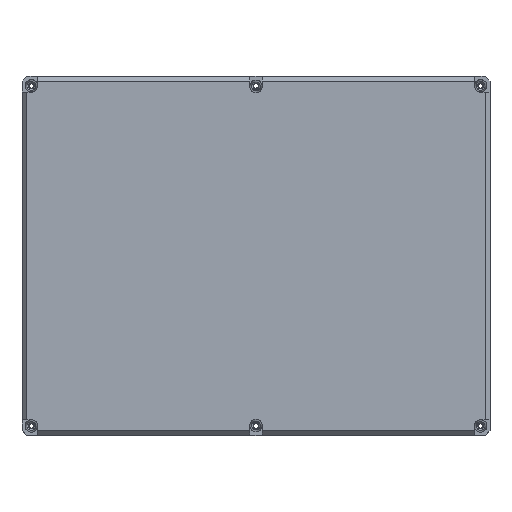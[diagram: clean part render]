
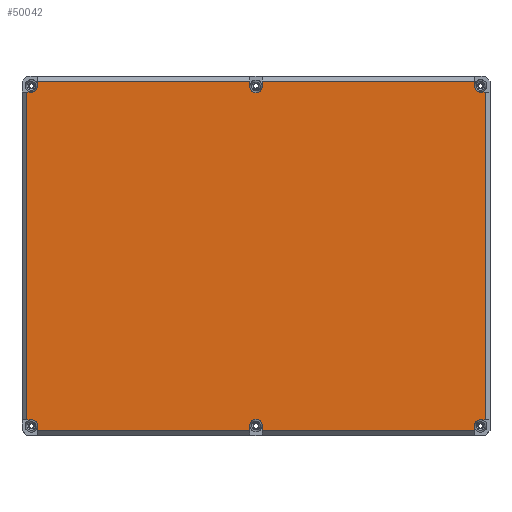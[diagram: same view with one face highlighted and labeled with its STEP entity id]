
A CAD part, top view. The second image highlights one B-rep face of the part: STEP entity #50042.
In plain terms, the highlighted planar face has unit normal (0, 0, 1).
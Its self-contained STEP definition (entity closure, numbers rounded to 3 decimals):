
#42563=DIRECTION('',(-1.,0.,0.));
#42564=VECTOR('',#42563,135.948);
#42565=CARTESIAN_POINT('',(139.974,112.,30.));
#42566=LINE('',#42565,#42564);
#42579=DIRECTION('',(-1.,0.,0.));
#42580=VECTOR('',#42579,135.948);
#42581=CARTESIAN_POINT('',(-4.026,112.,30.));
#42582=LINE('',#42581,#42580);
#42637=DIRECTION('',(0.,1.,0.));
#42638=VECTOR('',#42637,209.948);
#42639=CARTESIAN_POINT('',(147.,-104.974,30.));
#42640=LINE('',#42639,#42638);
#42733=DIRECTION('',(1.,0.,0.));
#42734=VECTOR('',#42733,135.948);
#42735=CARTESIAN_POINT('',(4.026,-112.,30.));
#42736=LINE('',#42735,#42734);
#42749=DIRECTION('',(1.,0.,0.));
#42750=VECTOR('',#42749,135.948);
#42751=CARTESIAN_POINT('',(-139.974,-112.,30.));
#42752=LINE('',#42751,#42750);
#42757=DIRECTION('',(0.,-1.,0.));
#42758=VECTOR('',#42757,3.);
#42759=CARTESIAN_POINT('',(139.974,112.,30.));
#42760=LINE('',#42759,#42758);
#42761=CARTESIAN_POINT('',(144.,109.,30.));
#42762=DIRECTION('',(0.,0.,1.));
#42763=DIRECTION('',(-1.,0.,0.));
#42764=AXIS2_PLACEMENT_3D('',#42761,#42762,#42763);
#42766=DIRECTION('',(-1.,0.,0.));
#42767=VECTOR('',#42766,3.);
#42768=CARTESIAN_POINT('',(147.,104.974,30.));
#42769=LINE('',#42768,#42767);
#42770=DIRECTION('',(-1.,0.,0.));
#42771=VECTOR('',#42770,3.);
#42772=CARTESIAN_POINT('',(147.,-104.974,30.));
#42773=LINE('',#42772,#42771);
#42774=CARTESIAN_POINT('',(144.,-109.,30.));
#42775=DIRECTION('',(0.,0.,1.));
#42776=DIRECTION('',(0.,1.,0.));
#42777=AXIS2_PLACEMENT_3D('',#42774,#42775,#42776);
#42779=DIRECTION('',(0.,1.,0.));
#42780=VECTOR('',#42779,3.);
#42781=CARTESIAN_POINT('',(139.974,-112.,30.));
#42782=LINE('',#42781,#42780);
#42783=DIRECTION('',(0.,1.,0.));
#42784=VECTOR('',#42783,3.3);
#42785=CARTESIAN_POINT('',(4.026,-112.,30.));
#42786=LINE('',#42785,#42784);
#42787=CARTESIAN_POINT('',(0.,-108.7,30.));
#42788=DIRECTION('',(0.,0.,1.));
#42789=DIRECTION('',(1.,0.,0.));
#42790=AXIS2_PLACEMENT_3D('',#42787,#42788,#42789);
#42792=DIRECTION('',(0.,1.,0.));
#42793=VECTOR('',#42792,3.3);
#42794=CARTESIAN_POINT('',(-4.026,-112.,30.));
#42795=LINE('',#42794,#42793);
#42796=DIRECTION('',(0.,1.,0.));
#42797=VECTOR('',#42796,3.);
#42798=CARTESIAN_POINT('',(-139.974,-112.,30.));
#42799=LINE('',#42798,#42797);
#42800=CARTESIAN_POINT('',(-144.,-109.,30.));
#42801=DIRECTION('',(0.,0.,1.));
#42802=DIRECTION('',(1.,0.,0.));
#42803=AXIS2_PLACEMENT_3D('',#42800,#42801,#42802);
#42805=DIRECTION('',(1.,0.,0.));
#42806=VECTOR('',#42805,3.);
#42807=CARTESIAN_POINT('',(-147.,-104.974,30.));
#42808=LINE('',#42807,#42806);
#42809=DIRECTION('',(1.,0.,0.));
#42810=VECTOR('',#42809,3.);
#42811=CARTESIAN_POINT('',(-147.,104.974,30.));
#42812=LINE('',#42811,#42810);
#42813=CARTESIAN_POINT('',(-144.,109.,30.));
#42814=DIRECTION('',(0.,0.,1.));
#42815=DIRECTION('',(0.,-1.,0.));
#42816=AXIS2_PLACEMENT_3D('',#42813,#42814,#42815);
#42818=DIRECTION('',(0.,-1.,0.));
#42819=VECTOR('',#42818,3.);
#42820=CARTESIAN_POINT('',(-139.974,112.,30.));
#42821=LINE('',#42820,#42819);
#42822=DIRECTION('',(0.,-1.,0.));
#42823=VECTOR('',#42822,3.3);
#42824=CARTESIAN_POINT('',(-4.026,112.,30.));
#42825=LINE('',#42824,#42823);
#42826=CARTESIAN_POINT('',(0.,108.7,30.));
#42827=DIRECTION('',(0.,0.,1.));
#42828=DIRECTION('',(-1.,0.,0.));
#42829=AXIS2_PLACEMENT_3D('',#42826,#42827,#42828);
#42831=DIRECTION('',(0.,-1.,0.));
#42832=VECTOR('',#42831,3.3);
#42833=CARTESIAN_POINT('',(4.026,112.,30.));
#42834=LINE('',#42833,#42832);
#42907=DIRECTION('',(0.,-1.,0.));
#42908=VECTOR('',#42907,209.948);
#42909=CARTESIAN_POINT('',(-147.,104.974,30.));
#42910=LINE('',#42909,#42908);
#44695=CARTESIAN_POINT('',(139.974,112.,30.));
#44696=CARTESIAN_POINT('',(139.974,109.,30.));
#44697=VERTEX_POINT('',#44695);
#44698=VERTEX_POINT('',#44696);
#44699=CARTESIAN_POINT('',(144.,104.974,30.));
#44700=VERTEX_POINT('',#44699);
#44701=CARTESIAN_POINT('',(147.,104.974,30.));
#44702=VERTEX_POINT('',#44701);
#44703=CARTESIAN_POINT('',(-4.026,112.,30.));
#44704=CARTESIAN_POINT('',(-4.026,108.7,30.));
#44705=VERTEX_POINT('',#44703);
#44706=VERTEX_POINT('',#44704);
#44707=CARTESIAN_POINT('',(4.026,108.7,30.));
#44708=VERTEX_POINT('',#44707);
#44709=CARTESIAN_POINT('',(4.026,112.,30.));
#44710=VERTEX_POINT('',#44709);
#44711=CARTESIAN_POINT('',(-144.,104.974,30.));
#44712=CARTESIAN_POINT('',(-139.974,109.,30.));
#44713=VERTEX_POINT('',#44711);
#44714=VERTEX_POINT('',#44712);
#44715=CARTESIAN_POINT('',(-139.974,112.,30.));
#44716=VERTEX_POINT('',#44715);
#44717=CARTESIAN_POINT('',(-147.,104.974,30.));
#44718=VERTEX_POINT('',#44717);
#44719=CARTESIAN_POINT('',(147.,-104.974,30.));
#44720=CARTESIAN_POINT('',(144.,-104.974,30.));
#44721=VERTEX_POINT('',#44719);
#44722=VERTEX_POINT('',#44720);
#44723=CARTESIAN_POINT('',(139.974,-109.,30.));
#44724=VERTEX_POINT('',#44723);
#44725=CARTESIAN_POINT('',(139.974,-112.,30.));
#44726=VERTEX_POINT('',#44725);
#44727=CARTESIAN_POINT('',(4.026,-112.,30.));
#44728=CARTESIAN_POINT('',(4.026,-108.7,30.));
#44729=VERTEX_POINT('',#44727);
#44730=VERTEX_POINT('',#44728);
#44731=CARTESIAN_POINT('',(-4.026,-108.7,30.));
#44732=VERTEX_POINT('',#44731);
#44733=CARTESIAN_POINT('',(-4.026,-112.,30.));
#44734=VERTEX_POINT('',#44733);
#44735=CARTESIAN_POINT('',(-147.,-104.974,30.));
#44736=CARTESIAN_POINT('',(-144.,-104.974,30.));
#44737=VERTEX_POINT('',#44735);
#44738=VERTEX_POINT('',#44736);
#44739=CARTESIAN_POINT('',(-139.974,-112.,30.));
#44740=CARTESIAN_POINT('',(-139.974,-109.,30.));
#44741=VERTEX_POINT('',#44739);
#44742=VERTEX_POINT('',#44740);
#49999=CARTESIAN_POINT('',(0.,0.,30.));
#50000=DIRECTION('',(0.,0.,1.));
#50001=DIRECTION('',(1.,0.,0.));
#50002=AXIS2_PLACEMENT_3D('',#49999,#50000,#50001);
#50003=PLANE('',#50002);
#50004=ORIENTED_EDGE('',*,*,#49771,.T.);
#50005=ORIENTED_EDGE('',*,*,#49789,.T.);
#50006=ORIENTED_EDGE('',*,*,#49844,.F.);
#50007=ORIENTED_EDGE('',*,*,#49860,.F.);
#50009=ORIENTED_EDGE('',*,*,#50008,.T.);
#50011=ORIENTED_EDGE('',*,*,#50010,.T.);
#50012=ORIENTED_EDGE('',*,*,#49992,.F.);
#50013=ORIENTED_EDGE('',*,*,#49965,.F.);
#50015=ORIENTED_EDGE('',*,*,#50014,.T.);
#50017=ORIENTED_EDGE('',*,*,#50016,.T.);
#50019=ORIENTED_EDGE('',*,*,#50018,.F.);
#50020=ORIENTED_EDGE('',*,*,#49980,.F.);
#50022=ORIENTED_EDGE('',*,*,#50021,.T.);
#50023=ORIENTED_EDGE('',*,*,#49502,.T.);
#50025=ORIENTED_EDGE('',*,*,#50024,.F.);
#50027=ORIENTED_EDGE('',*,*,#50026,.F.);
#50029=ORIENTED_EDGE('',*,*,#50028,.T.);
#50030=ORIENTED_EDGE('',*,*,#49683,.T.);
#50031=ORIENTED_EDGE('',*,*,#49726,.F.);
#50032=ORIENTED_EDGE('',*,*,#49755,.F.);
#50034=ORIENTED_EDGE('',*,*,#50033,.T.);
#50036=ORIENTED_EDGE('',*,*,#50035,.T.);
#50038=ORIENTED_EDGE('',*,*,#50037,.F.);
#50039=ORIENTED_EDGE('',*,*,#49739,.F.);
#50040=EDGE_LOOP('',(#50004,#50005,#50006,#50007,#50009,#50011,#50012,#50013,
#50015,#50017,#50019,#50020,#50022,#50023,#50025,#50027,#50029,#50030,#50031,
#50032,#50034,#50036,#50038,#50039));
#50041=FACE_OUTER_BOUND('',#50040,.F.);
#50042=ADVANCED_FACE('',(#50041),#50003,.T.);
#42765=CIRCLE('',#42764,4.026);
#42778=CIRCLE('',#42777,4.026);
#42791=CIRCLE('',#42790,4.026);
#42804=CIRCLE('',#42803,4.026);
#42817=CIRCLE('',#42816,4.026);
#42830=CIRCLE('',#42829,4.026);
#49502=EDGE_CURVE('',#44742,#44738,#42804,.T.);
#49683=EDGE_CURVE('',#44713,#44714,#42817,.T.);
#49726=EDGE_CURVE('',#44716,#44714,#42821,.T.);
#49739=EDGE_CURVE('',#44697,#44710,#42566,.T.);
#49755=EDGE_CURVE('',#44705,#44716,#42582,.T.);
#49771=EDGE_CURVE('',#44697,#44698,#42760,.T.);
#49789=EDGE_CURVE('',#44698,#44700,#42765,.T.);
#49844=EDGE_CURVE('',#44702,#44700,#42769,.T.);
#49860=EDGE_CURVE('',#44721,#44702,#42640,.T.);
#49965=EDGE_CURVE('',#44729,#44726,#42736,.T.);
#49980=EDGE_CURVE('',#44741,#44734,#42752,.T.);
#49992=EDGE_CURVE('',#44726,#44724,#42782,.T.);
#50008=EDGE_CURVE('',#44721,#44722,#42773,.T.);
#50010=EDGE_CURVE('',#44722,#44724,#42778,.T.);
#50014=EDGE_CURVE('',#44729,#44730,#42786,.T.);
#50016=EDGE_CURVE('',#44730,#44732,#42791,.T.);
#50018=EDGE_CURVE('',#44734,#44732,#42795,.T.);
#50021=EDGE_CURVE('',#44741,#44742,#42799,.T.);
#50024=EDGE_CURVE('',#44737,#44738,#42808,.T.);
#50026=EDGE_CURVE('',#44718,#44737,#42910,.T.);
#50028=EDGE_CURVE('',#44718,#44713,#42812,.T.);
#50033=EDGE_CURVE('',#44705,#44706,#42825,.T.);
#50035=EDGE_CURVE('',#44706,#44708,#42830,.T.);
#50037=EDGE_CURVE('',#44710,#44708,#42834,.T.);
